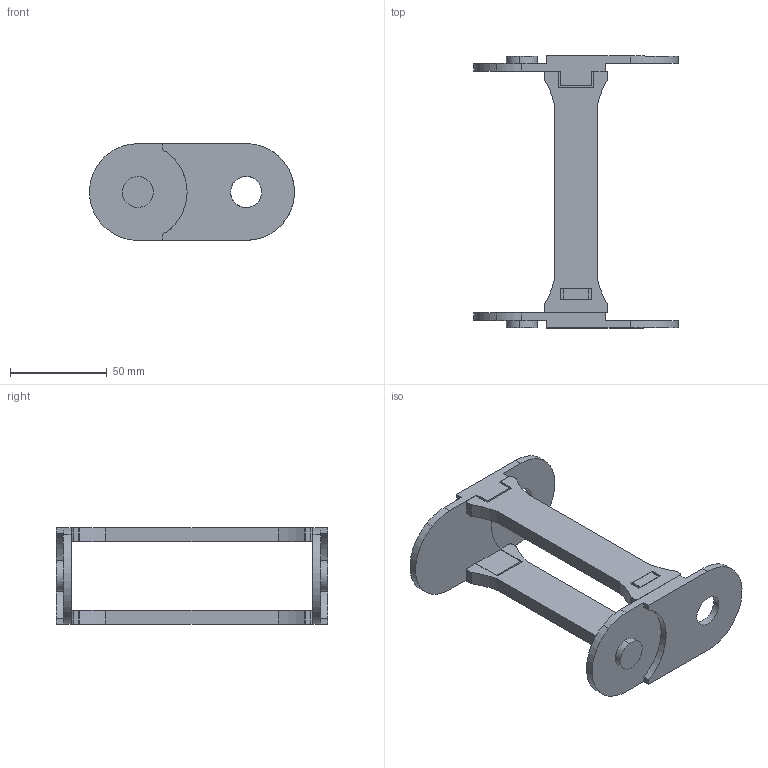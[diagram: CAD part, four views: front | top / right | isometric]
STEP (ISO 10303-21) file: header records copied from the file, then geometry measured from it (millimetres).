
FILE_DESCRIPTION(/* description */ (''),/* implementation_level */ '2;1');
FILE_NAME(/* name */ 'ELOT12~1',/* time_stamp */ '2018-07-12T11:17:06-03:00',/* author */ (''),/* organization */ (''),/* preprocessor_version */ 'ST-DEVELOPER v15',/* originating_system */ '',/* authorisation */ '');
FILE_SCHEMA (('AUTOMOTIVE_DESIGN'));
Length unit declared in the file: centimetre
Products named in the file (1): Document
Bounding box: 105.95 x 140.58 x 50 mm (x, y, z)
Volume: 84582.2 mm3; surface area: 41576.9 mm2
Topology: 4 solids, 4 shells, 147 faces, 393 edges, 262 vertices
Faces by surface type: plane 91, bspline 56
Entity records: 4227 total; most frequent: CARTESIAN_POINT 1790, ORIENTED_EDGE 786, EDGE_CURVE 393, VERTEX_POINT 262, B_SPLINE_CURVE_WITH_KNOTS 212, EDGE_LOOP 165, ADVANCED_FACE 147, FACE_OUTER_BOUND 147
